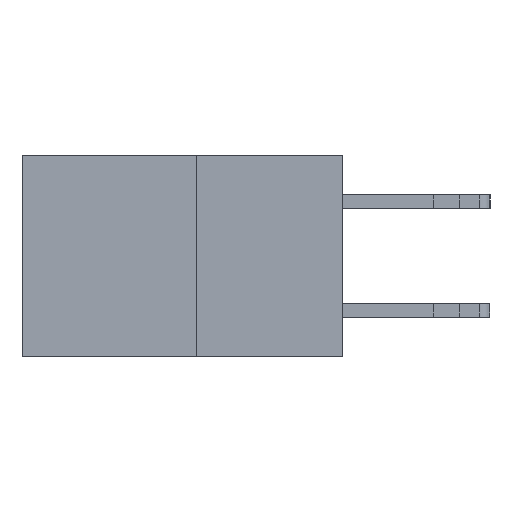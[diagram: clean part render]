
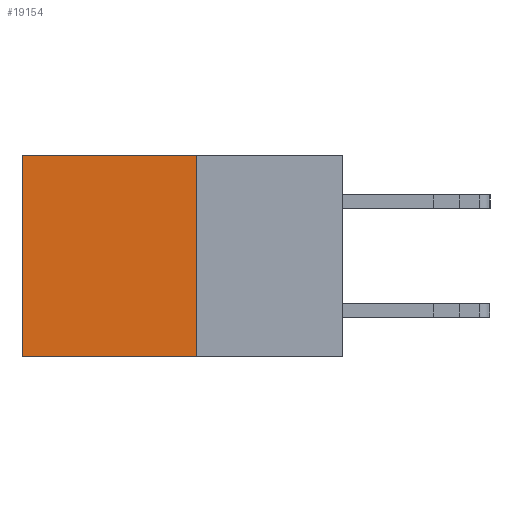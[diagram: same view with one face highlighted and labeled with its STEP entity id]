
A CAD part, left-side view. The second image highlights one B-rep face of the part: STEP entity #19154.
In plain terms, the highlighted planar face has unit normal (-1, 0, 0).
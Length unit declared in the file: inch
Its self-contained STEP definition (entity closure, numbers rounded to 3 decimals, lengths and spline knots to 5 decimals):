
#417 = VECTOR ( 'NONE', #16808, 39.37008 ) ;
#566 = FACE_OUTER_BOUND ( 'NONE', #3067, .T. ) ;
#650 = VERTEX_POINT ( 'NONE', #15444 ) ;
#2527 = DIRECTION ( 'NONE',  ( 1., 0., 0. ) ) ;
#2754 = EDGE_CURVE ( 'NONE', #10666, #26020, #23567, .T. ) ;
#3067 = EDGE_LOOP ( 'NONE', ( #25821, #9659, #19156, #19907 ) ) ;
#3246 = LINE ( 'NONE', #13505, #7216 ) ;
#3309 = LINE ( 'NONE', #22761, #14789 ) ;
#7071 = CARTESIAN_POINT ( 'NONE',  ( 0.277, 0.27, -0.37 ) ) ;
#7216 = VECTOR ( 'NONE', #29347, 39.37008 ) ;
#8631 = CARTESIAN_POINT ( 'NONE',  ( 0.277, 0.27, 0. ) ) ;
#9659 = ORIENTED_EDGE ( 'NONE', *, *, #28209, .F. ) ;
#10666 = VERTEX_POINT ( 'NONE', #12958 ) ;
#11470 = VECTOR ( 'NONE', #22265, 39.37008 ) ;
#11885 = LINE ( 'NONE', #12199, #417 ) ;
#12199 = CARTESIAN_POINT ( 'NONE',  ( 0.277, 0.27, -0.37 ) ) ;
#12958 = CARTESIAN_POINT ( 'NONE',  ( 0.277, 0.27, 0. ) ) ;
#13505 = CARTESIAN_POINT ( 'NONE',  ( 0.277, 0.27, -0.37 ) ) ;
#14226 = CARTESIAN_POINT ( 'NONE',  ( 0.277, 0.59, -0.37 ) ) ;
#14789 = VECTOR ( 'NONE', #18296, 39.37008 ) ;
#15444 = CARTESIAN_POINT ( 'NONE',  ( 0.277, 0.27, -0.37 ) ) ;
#16808 = DIRECTION ( 'NONE',  ( 0., 1., 0. ) ) ;
#16880 = VERTEX_POINT ( 'NONE', #14226 ) ;
#18078 = AXIS2_PLACEMENT_3D ( 'NONE', #7071, #2527, #25409 ) ;
#18296 = DIRECTION ( 'NONE',  ( 0., 0., -1. ) ) ;
#19154 = ADVANCED_FACE ( 'NONE', ( #566 ), #20836, .F. ) ;
#19156 = ORIENTED_EDGE ( 'NONE', *, *, #28603, .F. ) ;
#19907 = ORIENTED_EDGE ( 'NONE', *, *, #2754, .T. ) ;
#20836 = PLANE ( 'NONE',  #18078 ) ;
#22265 = DIRECTION ( 'NONE',  ( 0., 1., 0. ) ) ;
#22761 = CARTESIAN_POINT ( 'NONE',  ( 0.277, 0.59, -0.37 ) ) ;
#23567 = LINE ( 'NONE', #8631, #11470 ) ;
#24488 = CARTESIAN_POINT ( 'NONE',  ( 0.277, 0.59, 0. ) ) ;
#24749 = EDGE_CURVE ( 'NONE', #26020, #16880, #3309, .T. ) ;
#25409 = DIRECTION ( 'NONE',  ( 0., 0., -1. ) ) ;
#25821 = ORIENTED_EDGE ( 'NONE', *, *, #24749, .T. ) ;
#26020 = VERTEX_POINT ( 'NONE', #24488 ) ;
#28209 = EDGE_CURVE ( 'NONE', #650, #16880, #11885, .T. ) ;
#28603 = EDGE_CURVE ( 'NONE', #10666, #650, #3246, .T. ) ;
#29347 = DIRECTION ( 'NONE',  ( 0., 0., -1. ) ) ;
